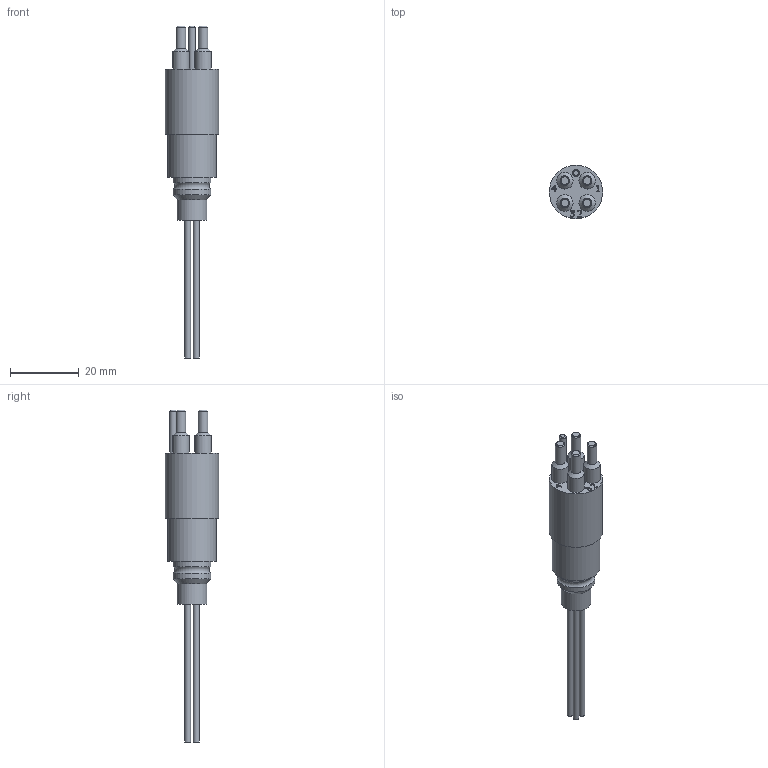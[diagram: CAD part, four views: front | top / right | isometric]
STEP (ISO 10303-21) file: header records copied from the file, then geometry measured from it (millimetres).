
FILE_DESCRIPTION(/* description */ (''),/* implementation_level */ '2;1');
FILE_NAME(/* name */ 'MCOM4M.stp',/* time_stamp */ '2014-11-26T09:47:21+01:00',/* author */ ('sh'),/* organization */ (''),/* preprocessor_version */ 'ST-DEVELOPER v15.2',/* originating_system */ 'Autodesk Inventor 2014',/* authorisation */ '');
FILE_SCHEMA (('AUTOMOTIVE_DESIGN { 1 0 10303 214 3 1 1 }'));
Length unit declared in the file: millimetre
Products named in the file (1): MCOM4M
Bounding box: 15.5 x 15.5 x 96.5 mm (x, y, z)
Volume: 7302.9 mm3; surface area: 3932.4 mm2
Topology: 1 solids, 1 shells, 118 faces, 282 edges, 183 vertices
Faces by surface type: plane 57, bspline 31, cylinder 19, cone 10, torus 1
Full cylindrical faces by diameter (mm): 1.7 x4, 2 x1, 2.8 x4, 4.8 x4, 5.7 x1, 8.7 x1, 11 x2, 14 x1, 15.5 x1
Entity records: 3576 total; most frequent: CARTESIAN_POINT 1046, ORIENTED_EDGE 500, DIRECTION 407, EDGE_CURVE 250, VERTEX_POINT 181, EDGE_LOOP 165, LINE 145, VECTOR 145
